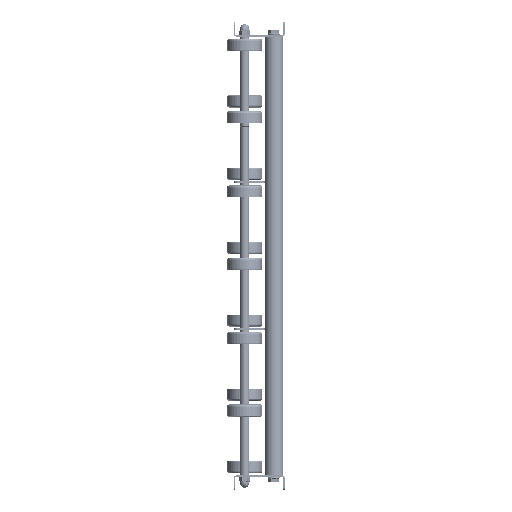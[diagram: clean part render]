
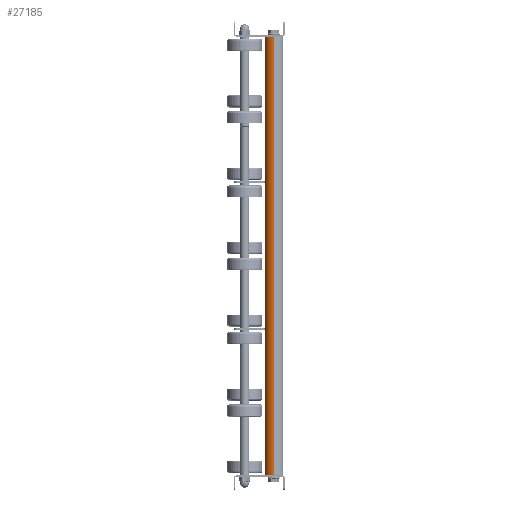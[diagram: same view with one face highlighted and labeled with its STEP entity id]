
A CAD part, left-side view. The second image highlights one B-rep face of the part: STEP entity #27185.
In plain terms, the highlighted cylindrical face has radius 12.5 mm (diameter 25 mm), a partial arc.
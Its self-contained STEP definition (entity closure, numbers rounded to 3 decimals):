
#1536 = CARTESIAN_POINT ( 'NONE',  ( 600., 0., 0. ) ) ;
#3224 = CARTESIAN_POINT ( 'NONE',  ( 1., 0., 0. ) ) ;
#3989 = ORIENTED_EDGE ( 'NONE', *, *, #17327, .T. ) ;
#5900 = CARTESIAN_POINT ( 'NONE',  ( 1., 0., 12.5 ) ) ;
#6423 = CARTESIAN_POINT ( 'NONE',  ( 599., 0., -12.5 ) ) ;
#6424 = LINE ( 'NONE', #51133, #50180 ) ;
#8283 = CIRCLE ( 'NONE', #46793, 12.5 ) ;
#9063 = LINE ( 'NONE', #16075, #19709 ) ;
#9113 = CIRCLE ( 'NONE', #39082, 12.5 ) ;
#9981 = AXIS2_PLACEMENT_3D ( 'NONE', #1536, #17872, #50028 ) ;
#10568 = VERTEX_POINT ( 'NONE', #18612 ) ;
#15003 = EDGE_CURVE ( 'NONE', #47650, #29300, #6424, .T. ) ;
#16075 = CARTESIAN_POINT ( 'NONE',  ( 600., 0., -12.5 ) ) ;
#17327 = EDGE_CURVE ( 'NONE', #26694, #10568, #9063, .T. ) ;
#17618 = CYLINDRICAL_SURFACE ( 'NONE', #9981, 12.5 ) ;
#17872 = DIRECTION ( 'NONE',  ( -1., 0., 0. ) ) ;
#18612 = CARTESIAN_POINT ( 'NONE',  ( 1., 0., -12.5 ) ) ;
#19398 = EDGE_CURVE ( 'NONE', #10568, #29300, #9113, .T. ) ;
#19709 = VECTOR ( 'NONE', #28699, 1000. ) ;
#20614 = EDGE_CURVE ( 'NONE', #47650, #26694, #8283, .T. ) ;
#26694 = VERTEX_POINT ( 'NONE', #6423 ) ;
#27185 = ADVANCED_FACE ( 'NONE', ( #33719 ), #17618, .T. ) ;
#27937 = ORIENTED_EDGE ( 'NONE', *, *, #15003, .F. ) ;
#28340 = DIRECTION ( 'NONE',  ( -1., 0., 0. ) ) ;
#28699 = DIRECTION ( 'NONE',  ( -1., 0., 0. ) ) ;
#29300 = VERTEX_POINT ( 'NONE', #5900 ) ;
#33719 = FACE_OUTER_BOUND ( 'NONE', #35609, .T. ) ;
#35609 = EDGE_LOOP ( 'NONE', ( #51694, #3989, #43943, #27937 ) ) ;
#38386 = CARTESIAN_POINT ( 'NONE',  ( 599., 0., 12.5 ) ) ;
#39082 = AXIS2_PLACEMENT_3D ( 'NONE', #3224, #52725, #44200 ) ;
#40705 = DIRECTION ( 'NONE',  ( 0., 0., -1. ) ) ;
#43943 = ORIENTED_EDGE ( 'NONE', *, *, #19398, .T. ) ;
#44200 = DIRECTION ( 'NONE',  ( 0., 0., -1. ) ) ;
#46793 = AXIS2_PLACEMENT_3D ( 'NONE', #52161, #52704, #40705 ) ;
#47650 = VERTEX_POINT ( 'NONE', #38386 ) ;
#50028 = DIRECTION ( 'NONE',  ( 0., 0., 1. ) ) ;
#50180 = VECTOR ( 'NONE', #28340, 1000. ) ;
#51133 = CARTESIAN_POINT ( 'NONE',  ( 600., 0., 12.5 ) ) ;
#51694 = ORIENTED_EDGE ( 'NONE', *, *, #20614, .T. ) ;
#52161 = CARTESIAN_POINT ( 'NONE',  ( 599., 0., 0. ) ) ;
#52704 = DIRECTION ( 'NONE',  ( -1., 0., 0. ) ) ;
#52725 = DIRECTION ( 'NONE',  ( 1., 0., 0. ) ) ;
